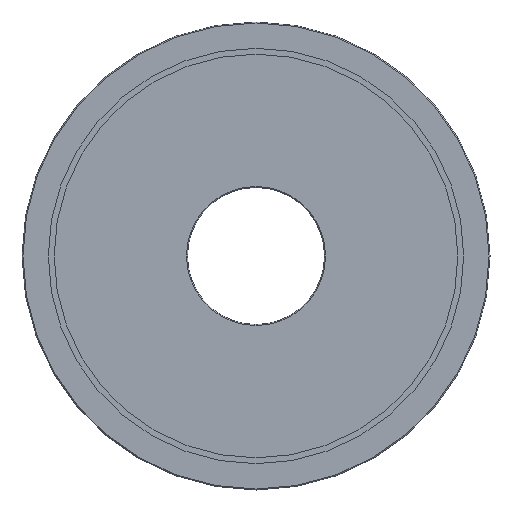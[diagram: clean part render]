
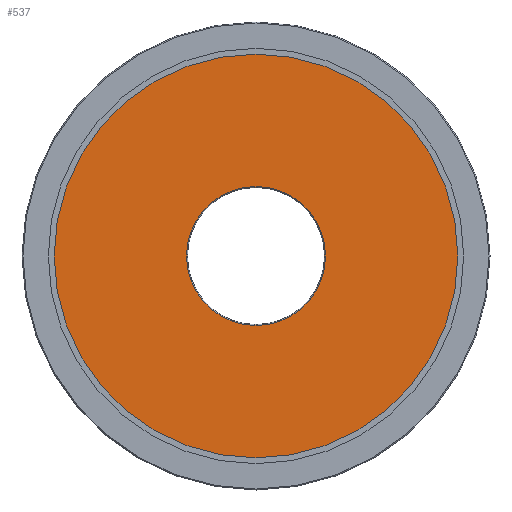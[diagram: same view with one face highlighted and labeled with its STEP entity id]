
A CAD part, front view. The second image highlights one B-rep face of the part: STEP entity #537.
In plain terms, the highlighted planar face has unit normal (0, -1, 0).
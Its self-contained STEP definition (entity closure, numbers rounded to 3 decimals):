
#2 = VERTEX_POINT ( 'NONE', #735 ) ;
#6 = EDGE_CURVE ( 'NONE', #2, #25, #976, .T. ) ;
#25 = VERTEX_POINT ( 'NONE', #843 ) ;
#46 = DIRECTION ( 'NONE',  ( 0., 0., -1. ) ) ;
#69 = CARTESIAN_POINT ( 'NONE',  ( -35.15, 0., 0. ) ) ;
#139 = CARTESIAN_POINT ( 'NONE',  ( 0., 0., 0. ) ) ;
#150 = VERTEX_POINT ( 'NONE', #985 ) ;
#175 = AXIS2_PLACEMENT_3D ( 'NONE', #69, #376, #496 ) ;
#176 = CARTESIAN_POINT ( 'NONE',  ( 0., 0., 0. ) ) ;
#275 = CARTESIAN_POINT ( 'NONE',  ( 0., 0., 0. ) ) ;
#345 = CIRCLE ( 'NONE', #728, 103.5 ) ;
#376 = DIRECTION ( 'NONE',  ( 0., 1., 0. ) ) ;
#385 = ORIENTED_EDGE ( 'NONE', *, *, #6, .T. ) ;
#409 = DIRECTION ( 'NONE',  ( 0., 0., 1. ) ) ;
#443 = ORIENTED_EDGE ( 'NONE', *, *, #539, .T. ) ;
#489 = DIRECTION ( 'NONE',  ( 0., -1., 0. ) ) ;
#496 = DIRECTION ( 'NONE',  ( 0., 0., 1. ) ) ;
#513 = FACE_OUTER_BOUND ( 'NONE', #573, .T. ) ;
#537 = ADVANCED_FACE ( 'NONE', ( #930, #513 ), #1257, .F. ) ;
#539 = EDGE_CURVE ( 'NONE', #25, #2, #1165, .T. ) ;
#541 = AXIS2_PLACEMENT_3D ( 'NONE', #176, #616, #1029 ) ;
#547 = EDGE_CURVE ( 'NONE', #150, #829, #678, .T. ) ;
#556 = ORIENTED_EDGE ( 'NONE', *, *, #1198, .T. ) ;
#573 = EDGE_LOOP ( 'NONE', ( #556, #600 ) ) ;
#600 = ORIENTED_EDGE ( 'NONE', *, *, #547, .T. ) ;
#616 = DIRECTION ( 'NONE',  ( 0., 1., 0. ) ) ;
#678 = CIRCLE ( 'NONE', #979, 103.5 ) ;
#711 = EDGE_LOOP ( 'NONE', ( #443, #385 ) ) ;
#728 = AXIS2_PLACEMENT_3D ( 'NONE', #139, #489, #46 ) ;
#735 = CARTESIAN_POINT ( 'NONE',  ( 0., 0., 35.65 ) ) ;
#775 = CARTESIAN_POINT ( 'NONE',  ( 0., 0., -103.5 ) ) ;
#806 = DIRECTION ( 'NONE',  ( 0., 0., -1. ) ) ;
#829 = VERTEX_POINT ( 'NONE', #775 ) ;
#843 = CARTESIAN_POINT ( 'NONE',  ( 0., 0., -35.65 ) ) ;
#930 = FACE_BOUND ( 'NONE', #711, .T. ) ;
#976 = CIRCLE ( 'NONE', #1161, 35.65 ) ;
#979 = AXIS2_PLACEMENT_3D ( 'NONE', #275, #1151, #806 ) ;
#985 = CARTESIAN_POINT ( 'NONE',  ( 0., 0., 103.5 ) ) ;
#1029 = DIRECTION ( 'NONE',  ( 0., 0., 1. ) ) ;
#1151 = DIRECTION ( 'NONE',  ( 0., -1., 0. ) ) ;
#1161 = AXIS2_PLACEMENT_3D ( 'NONE', #1168, #1187, #409 ) ;
#1165 = CIRCLE ( 'NONE', #541, 35.65 ) ;
#1168 = CARTESIAN_POINT ( 'NONE',  ( 0., 0., 0. ) ) ;
#1187 = DIRECTION ( 'NONE',  ( 0., 1., 0. ) ) ;
#1198 = EDGE_CURVE ( 'NONE', #829, #150, #345, .T. ) ;
#1257 = PLANE ( 'NONE',  #175 ) ;
